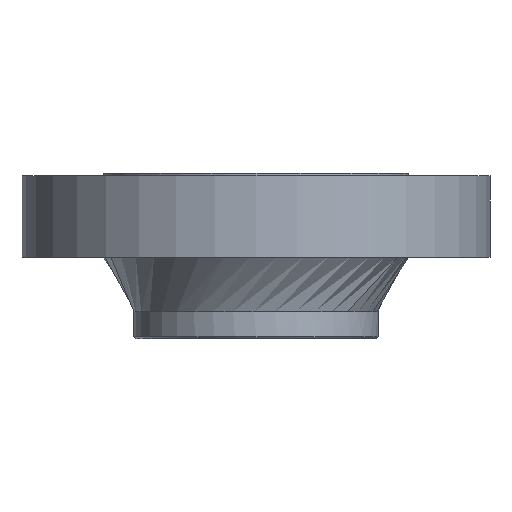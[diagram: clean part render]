
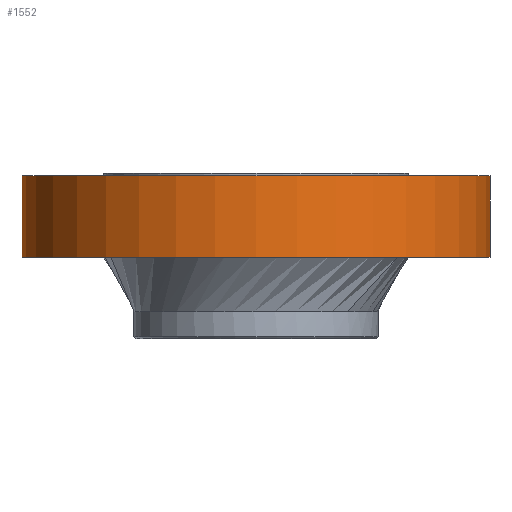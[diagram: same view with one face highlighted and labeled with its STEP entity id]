
A CAD part, front view. The second image highlights one B-rep face of the part: STEP entity #1552.
In plain terms, the highlighted cylindrical face has radius 584.2 mm (diameter 1168.4 mm), a partial arc.
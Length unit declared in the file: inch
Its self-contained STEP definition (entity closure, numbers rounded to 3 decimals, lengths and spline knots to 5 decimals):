
#77 = LINE ( 'NONE', #353, #91 ) ;
#91 = VECTOR ( 'NONE', #220, 39.37008 ) ;
#186 = EDGE_CURVE ( 'NONE', #596, #221, #1054, .T. ) ;
#220 = DIRECTION ( 'NONE',  ( 0., 0., 1. ) ) ;
#221 = VERTEX_POINT ( 'NONE', #1286 ) ;
#252 = VECTOR ( 'NONE', #1422, 39.37008 ) ;
#283 = VERTEX_POINT ( 'NONE', #926 ) ;
#293 = CARTESIAN_POINT ( 'NONE',  ( 0., 0., -73.05382 ) ) ;
#306 = CARTESIAN_POINT ( 'NONE',  ( 0., 0., -8. ) ) ;
#312 = DIRECTION ( 'NONE',  ( 0., 0., 1. ) ) ;
#353 = CARTESIAN_POINT ( 'NONE',  ( 23., 0., -73.05382 ) ) ;
#366 = DIRECTION ( 'NONE',  ( 1., 0., 0. ) ) ;
#398 = CIRCLE ( 'NONE', #1459, 23. ) ;
#421 = DIRECTION ( 'NONE',  ( 1., 0., 0. ) ) ;
#441 = AXIS2_PLACEMENT_3D ( 'NONE', #293, #312, #979 ) ;
#467 = ORIENTED_EDGE ( 'NONE', *, *, #1404, .T. ) ;
#498 = CARTESIAN_POINT ( 'NONE',  ( 0., 0., 0. ) ) ;
#526 = LINE ( 'NONE', #906, #252 ) ;
#568 = FACE_OUTER_BOUND ( 'NONE', #1693, .T. ) ;
#596 = VERTEX_POINT ( 'NONE', #1007 ) ;
#660 = EDGE_CURVE ( 'NONE', #283, #596, #526, .T. ) ;
#741 = VERTEX_POINT ( 'NONE', #1193 ) ;
#895 = EDGE_CURVE ( 'NONE', #741, #283, #398, .T. ) ;
#906 = CARTESIAN_POINT ( 'NONE',  ( -23., 0., -73.05382 ) ) ;
#908 = DIRECTION ( 'NONE',  ( 0., 0., 1. ) ) ;
#926 = CARTESIAN_POINT ( 'NONE',  ( -23., 0., -8. ) ) ;
#979 = DIRECTION ( 'NONE',  ( 1., 0., 0. ) ) ;
#1007 = CARTESIAN_POINT ( 'NONE',  ( -23., 0., 0. ) ) ;
#1054 = CIRCLE ( 'NONE', #1677, 23. ) ;
#1193 = CARTESIAN_POINT ( 'NONE',  ( 23., 0., -8. ) ) ;
#1218 = CYLINDRICAL_SURFACE ( 'NONE', #441, 23. ) ;
#1286 = CARTESIAN_POINT ( 'NONE',  ( 23., 0., 0. ) ) ;
#1287 = ORIENTED_EDGE ( 'NONE', *, *, #895, .F. ) ;
#1309 = ORIENTED_EDGE ( 'NONE', *, *, #186, .F. ) ;
#1404 = EDGE_CURVE ( 'NONE', #741, #221, #77, .T. ) ;
#1422 = DIRECTION ( 'NONE',  ( 0., 0., 1. ) ) ;
#1459 = AXIS2_PLACEMENT_3D ( 'NONE', #306, #1630, #421 ) ;
#1470 = ORIENTED_EDGE ( 'NONE', *, *, #660, .F. ) ;
#1552 = ADVANCED_FACE ( 'NONE', ( #568 ), #1218, .T. ) ;
#1630 = DIRECTION ( 'NONE',  ( 0., 0., -1. ) ) ;
#1677 = AXIS2_PLACEMENT_3D ( 'NONE', #498, #908, #366 ) ;
#1693 = EDGE_LOOP ( 'NONE', ( #1470, #1287, #467, #1309 ) ) ;
